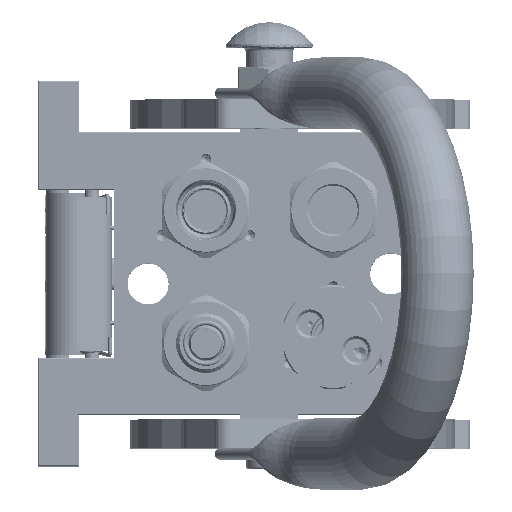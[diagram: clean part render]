
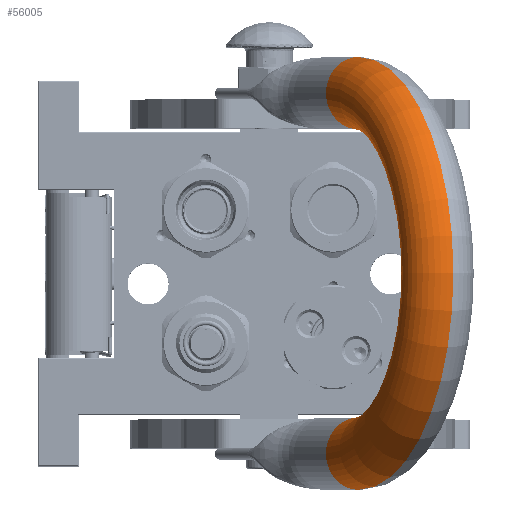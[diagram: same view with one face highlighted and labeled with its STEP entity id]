
A CAD part, top view. The second image highlights one B-rep face of the part: STEP entity #56005.
In plain terms, the highlighted toroidal (fillet/blend) face has major radius 62.25 mm and minor radius 12.5 mm.
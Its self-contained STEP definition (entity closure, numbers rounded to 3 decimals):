
#241 = CARTESIAN_POINT ( 'NONE',  ( -62.25, 0., 25.25 ) ) ;
#2774 = ORIENTED_EDGE ( 'NONE', *, *, #138523, .T. ) ;
#13003 = CIRCLE ( 'NONE', #30206, 12.5 ) ;
#14717 = DIRECTION ( 'NONE',  ( 1., 0., 0. ) ) ;
#25456 = CARTESIAN_POINT ( 'NONE',  ( -49.75, 0., 25.25 ) ) ;
#28540 = CARTESIAN_POINT ( 'NONE',  ( -74.75, 0., 25.25 ) ) ;
#30206 = AXIS2_PLACEMENT_3D ( 'NONE', #241, #81514, #55883 ) ;
#39666 = CARTESIAN_POINT ( 'NONE',  ( 0., 0., 25.25 ) ) ;
#40222 = TOROIDAL_SURFACE ( 'NONE', #136714, 62.25, 12.5 ) ;
#55883 = DIRECTION ( 'NONE',  ( -1., 0., 0. ) ) ;
#56005 = ADVANCED_FACE ( 'NONE', ( #152639 ), #40222, .T. ) ;
#58183 = CIRCLE ( 'NONE', #88054, 12.5 ) ;
#60065 = ORIENTED_EDGE ( 'NONE', *, *, #173100, .F. ) ;
#62388 = CIRCLE ( 'NONE', #87679, 74.75 ) ;
#63099 = EDGE_CURVE ( 'NONE', #133536, #146084, #62388, .T. ) ;
#63353 = DIRECTION ( 'NONE',  ( 0., 1., 0. ) ) ;
#68024 = ORIENTED_EDGE ( 'NONE', *, *, #151941, .T. ) ;
#81262 = VERTEX_POINT ( 'NONE', #149745 ) ;
#81514 = DIRECTION ( 'NONE',  ( 0., 0., 1. ) ) ;
#85779 = CARTESIAN_POINT ( 'NONE',  ( 0., 0., 25.25 ) ) ;
#87679 = AXIS2_PLACEMENT_3D ( 'NONE', #171145, #63353, #90219 ) ;
#88054 = AXIS2_PLACEMENT_3D ( 'NONE', #168767, #169347, #155799 ) ;
#88078 = VERTEX_POINT ( 'NONE', #25456 ) ;
#90219 = DIRECTION ( 'NONE',  ( -1., 0., 0. ) ) ;
#97778 = ORIENTED_EDGE ( 'NONE', *, *, #63099, .F. ) ;
#116221 = CIRCLE ( 'NONE', #119451, 49.75 ) ;
#117799 = DIRECTION ( 'NONE',  ( 0., 1., 0. ) ) ;
#119451 = AXIS2_PLACEMENT_3D ( 'NONE', #85779, #117799, #153789 ) ;
#133536 = VERTEX_POINT ( 'NONE', #28540 ) ;
#134626 = DIRECTION ( 'NONE',  ( 0., 1., 0. ) ) ;
#136714 = AXIS2_PLACEMENT_3D ( 'NONE', #39666, #134626, #14717 ) ;
#138523 = EDGE_CURVE ( 'NONE', #88078, #81262, #116221, .T. ) ;
#146084 = VERTEX_POINT ( 'NONE', #167437 ) ;
#149745 = CARTESIAN_POINT ( 'NONE',  ( 49.75, 0., 25.25 ) ) ;
#151941 = EDGE_CURVE ( 'NONE', #133536, #88078, #13003, .T. ) ;
#152639 = FACE_OUTER_BOUND ( 'NONE', #172044, .T. ) ;
#153789 = DIRECTION ( 'NONE',  ( -1., 0., 0. ) ) ;
#155799 = DIRECTION ( 'NONE',  ( 1., 0., 0. ) ) ;
#167437 = CARTESIAN_POINT ( 'NONE',  ( 74.75, 0., 25.25 ) ) ;
#168767 = CARTESIAN_POINT ( 'NONE',  ( 62.25, 0., 25.25 ) ) ;
#169347 = DIRECTION ( 'NONE',  ( 0., 0., -1. ) ) ;
#171145 = CARTESIAN_POINT ( 'NONE',  ( 0., 0., 25.25 ) ) ;
#172044 = EDGE_LOOP ( 'NONE', ( #2774, #60065, #97778, #68024 ) ) ;
#173100 = EDGE_CURVE ( 'NONE', #146084, #81262, #58183, .T. ) ;
